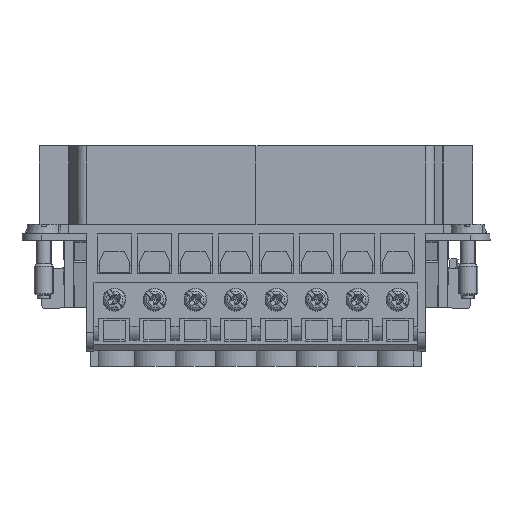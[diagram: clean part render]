
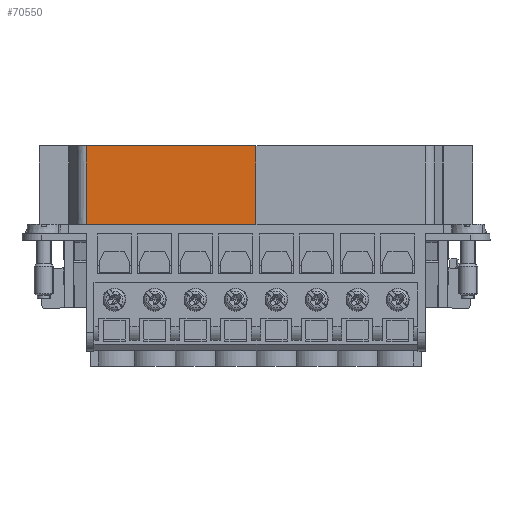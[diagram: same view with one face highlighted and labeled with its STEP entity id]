
A CAD part, left-side view. The second image highlights one B-rep face of the part: STEP entity #70550.
In plain terms, the highlighted planar face has unit normal (-1, 0, 0).
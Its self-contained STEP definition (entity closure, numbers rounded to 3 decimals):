
#70530=AXIS2_PLACEMENT_3D('Plane Axis2P3D',#70527,#70528,#70529) ;
#33951=CARTESIAN_POINT('Vertex',(0.7,62.813,34.25)) ;
#33955=CARTESIAN_POINT('Control Point',(0.7,36.4,34.25)) ;
#33956=CARTESIAN_POINT('Control Point',(0.7,43.003,34.25)) ;
#33957=CARTESIAN_POINT('Control Point',(0.7,49.607,34.25)) ;
#33958=CARTESIAN_POINT('Control Point',(0.7,56.21,34.25)) ;
#33959=CARTESIAN_POINT('Control Point',(0.7,62.813,34.25)) ;
#33960=CARTESIAN_POINT('Vertex',(0.7,36.4,34.25)) ;
#70498=CARTESIAN_POINT('Line Origine',(0.7,62.813,27.54)) ;
#70502=CARTESIAN_POINT('Vertex',(0.7,62.813,22.05)) ;
#70527=CARTESIAN_POINT('Axis2P3D Location',(0.7,36.4,34.25)) ;
#70532=CARTESIAN_POINT('Line Origine',(0.7,36.4,28.15)) ;
#70536=CARTESIAN_POINT('Vertex',(0.7,36.4,22.05)) ;
#70539=CARTESIAN_POINT('Line Origine',(0.7,49.607,22.05)) ;
#70499=DIRECTION('Vector Direction',(0.,0.,-1.)) ;
#70528=DIRECTION('Axis2P3D Direction',(-1.,0.,-0.)) ;
#70529=DIRECTION('Axis2P3D XDirection',(0.,1.,0.)) ;
#70533=DIRECTION('Vector Direction',(0.,0.,-1.)) ;
#70540=DIRECTION('Vector Direction',(0.,1.,0.)) ;
#70500=VECTOR('Line Direction',#70499,1.) ;
#70534=VECTOR('Line Direction',#70533,1.) ;
#70541=VECTOR('Line Direction',#70540,1.) ;
#70545=ORIENTED_EDGE('',*,*,#70538,.F.) ;
#70546=ORIENTED_EDGE('',*,*,#33962,.F.) ;
#70547=ORIENTED_EDGE('',*,*,#70504,.T.) ;
#70548=ORIENTED_EDGE('',*,*,#70543,.F.) ;
#70550=ADVANCED_FACE('Hauptk\X2\00F6\X0\rper',(#70549),#70531,.T.) ;
#33954=B_SPLINE_CURVE_WITH_KNOTS('',4,(#33955,#33956,#33957,#33958,#33959),.UNSPECIFIED.,.F.,.U.,(5,5),(0.,26.413),.UNSPECIFIED.) ;
#33962=EDGE_CURVE('',#33952,#33961,#33954,.F.) ;
#70504=EDGE_CURVE('',#33952,#70503,#70501,.T.) ;
#70538=EDGE_CURVE('',#33961,#70537,#70535,.T.) ;
#70543=EDGE_CURVE('',#70537,#70503,#70542,.T.) ;
#70544=EDGE_LOOP('',(#70545,#70546,#70547,#70548)) ;
#70549=FACE_OUTER_BOUND('',#70544,.T.) ;
#70501=LINE('Line',#70498,#70500) ;
#70535=LINE('Line',#70532,#70534) ;
#70542=LINE('Line',#70539,#70541) ;
#70531=PLANE('',#70530) ;
#33952=VERTEX_POINT('',#33951) ;
#33961=VERTEX_POINT('',#33960) ;
#70503=VERTEX_POINT('',#70502) ;
#70537=VERTEX_POINT('',#70536) ;
